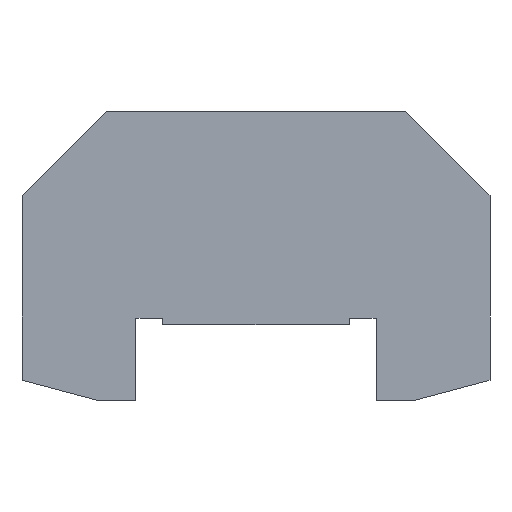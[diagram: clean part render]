
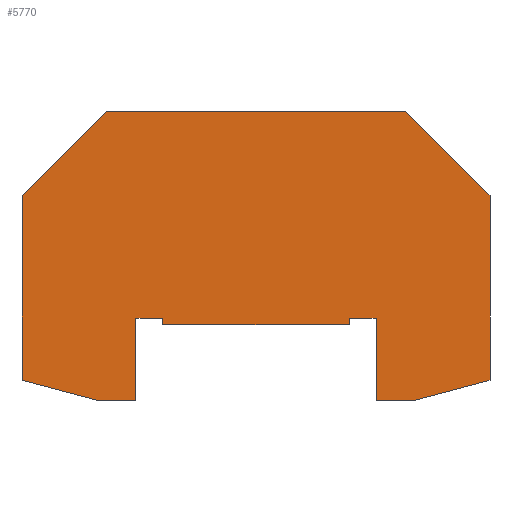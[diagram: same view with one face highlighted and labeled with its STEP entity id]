
A CAD part, left-side view. The second image highlights one B-rep face of the part: STEP entity #5770.
In plain terms, the highlighted face is planar.
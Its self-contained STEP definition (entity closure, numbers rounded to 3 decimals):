
#100=CARTESIAN_POINT('',(-101.133,26.182,0.));
#110=VERTEX_POINT('',#100);
#160=CARTESIAN_POINT('',(-101.133,0.,0.));
#170=DIRECTION('',(0.,-1.,0.));
#180=VECTOR('',#170,1.);
#190=LINE('',#160,#180);
#200=CARTESIAN_POINT('',(-101.133,25.382,0.));
#210=VERTEX_POINT('',#200);
#220=EDGE_CURVE('',#110,#210,#190,.T.);
#1870=CARTESIAN_POINT('',(-104.383,0.,0.));
#1880=DIRECTION('',(0.,-1.,0.));
#1890=VECTOR('',#1880,1.);
#1900=LINE('',#1870,#1890);
#1910=CARTESIAN_POINT('',(-104.383,26.182,0.));
#1920=VERTEX_POINT('',#1910);
#1930=CARTESIAN_POINT('',(-104.383,16.182,0.));
#1940=VERTEX_POINT('',#1930);
#1950=EDGE_CURVE('',#1920,#1940,#1900,.T.);
#2250=CARTESIAN_POINT('',(0.,25.382,0.));
#2260=DIRECTION('',(1.,0.,0.));
#2270=VECTOR('',#2260,1.);
#2280=LINE('',#2250,#2270);
#2290=CARTESIAN_POINT('',(-78.633,25.382,0.));
#2300=VERTEX_POINT('',#2290);
#2310=EDGE_CURVE('',#210,#2300,#2280,.T.);
#2620=CARTESIAN_POINT('',(-108.802,16.182,0.));
#2630=VERTEX_POINT('',#2620);
#2660=CARTESIAN_POINT('',(0.,16.182,0.));
#2670=DIRECTION('',(1.,0.,0.));
#2680=VECTOR('',#2670,1.);
#2690=LINE('',#2660,#2680);
#2700=EDGE_CURVE('',#2630,#1940,#2690,.T.);
#2930=CARTESIAN_POINT('',(-118.133,18.682,0.));
#2940=VERTEX_POINT('',#2930);
#2970=CARTESIAN_POINT('',(-118.133,18.682,0.));
#2980=DIRECTION('',(0.966,-0.259,0.));
#2990=VECTOR('',#2980,1.);
#3000=LINE('',#2970,#2990);
#3010=EDGE_CURVE('',#2940,#2630,#3000,.T.);
#3240=CARTESIAN_POINT('',(-118.133,40.982,0.));
#3250=VERTEX_POINT('',#3240);
#3280=CARTESIAN_POINT('',(-118.133,18.682,0.));
#3290=DIRECTION('',(0.,1.,0.));
#3300=VECTOR('',#3290,1.);
#3310=LINE('',#3280,#3300);
#3320=EDGE_CURVE('',#2940,#3250,#3310,.T.);
#3550=CARTESIAN_POINT('',(-107.933,51.182,0.));
#3560=VERTEX_POINT('',#3550);
#3590=CARTESIAN_POINT('',(-118.133,40.982,0.));
#3600=DIRECTION('',(0.707,0.707,0.));
#3610=VECTOR('',#3600,1.);
#3620=LINE('',#3590,#3610);
#3630=EDGE_CURVE('',#3250,#3560,#3620,.T.);
#3860=CARTESIAN_POINT('',(-71.833,51.182,0.));
#3870=VERTEX_POINT('',#3860);
#3900=CARTESIAN_POINT('',(-107.933,51.182,0.));
#3910=DIRECTION('',(1.,0.,0.));
#3920=VECTOR('',#3910,1.);
#3930=LINE('',#3900,#3920);
#3940=EDGE_CURVE('',#3560,#3870,#3930,.T.);
#4170=CARTESIAN_POINT('',(-61.633,40.982,0.));
#4180=VERTEX_POINT('',#4170);
#4210=CARTESIAN_POINT('',(-71.833,51.182,0.));
#4220=DIRECTION('',(0.707,-0.707,0.));
#4230=VECTOR('',#4220,1.);
#4240=LINE('',#4210,#4230);
#4250=EDGE_CURVE('',#3870,#4180,#4240,.T.);
#4480=CARTESIAN_POINT('',(-61.633,18.682,0.));
#4490=VERTEX_POINT('',#4480);
#4520=CARTESIAN_POINT('',(-61.633,40.982,0.));
#4530=DIRECTION('',(0.,-1.,0.));
#4540=VECTOR('',#4530,1.);
#4550=LINE('',#4520,#4540);
#4560=EDGE_CURVE('',#4180,#4490,#4550,.T.);
#4790=CARTESIAN_POINT('',(-70.963,16.182,0.));
#4800=VERTEX_POINT('',#4790);
#4830=CARTESIAN_POINT('',(-61.633,18.682,0.));
#4840=DIRECTION('',(-0.966,-0.259,0.));
#4850=VECTOR('',#4840,1.);
#4860=LINE('',#4830,#4850);
#4870=EDGE_CURVE('',#4490,#4800,#4860,.T.);
#5040=CARTESIAN_POINT('',(0.,16.182,0.));
#5050=DIRECTION('',(-1.,0.,0.));
#5060=VECTOR('',#5050,1.);
#5070=LINE('',#5040,#5060);
#5080=CARTESIAN_POINT('',(-75.383,16.182,0.));
#5090=VERTEX_POINT('',#5080);
#5100=EDGE_CURVE('',#4800,#5090,#5070,.T.);
#5300=CARTESIAN_POINT('',(0.,0.,0.));
#5310=DIRECTION('',(0.,0.,1.));
#5320=DIRECTION('',(1.,0.,0.));
#5330=AXIS2_PLACEMENT_3D('',#5300,#5310,#5320);
#5340=PLANE('',#5330);
#5350=ORIENTED_EDGE('',*,*,#2700,.T.);
#5360=ORIENTED_EDGE('',*,*,#3010,.T.);
#5370=ORIENTED_EDGE('',*,*,#3320,.F.);
#5380=ORIENTED_EDGE('',*,*,#3630,.F.);
#5390=ORIENTED_EDGE('',*,*,#3940,.F.);
#5400=ORIENTED_EDGE('',*,*,#4250,.F.);
#5410=ORIENTED_EDGE('',*,*,#4560,.F.);
#5420=ORIENTED_EDGE('',*,*,#4870,.F.);
#5430=ORIENTED_EDGE('',*,*,#5100,.F.);
#5440=CARTESIAN_POINT('',(-75.383,0.,0.));
#5450=DIRECTION('',(0.,1.,0.));
#5460=VECTOR('',#5450,1.);
#5470=LINE('',#5440,#5460);
#5480=CARTESIAN_POINT('',(-75.383,26.182,0.));
#5490=VERTEX_POINT('',#5480);
#5500=EDGE_CURVE('',#5090,#5490,#5470,.T.);
#5510=ORIENTED_EDGE('',*,*,#5500,.F.);
#5520=CARTESIAN_POINT('',(-75.383,26.182,0.));
#5530=DIRECTION('',(-1.,0.,0.));
#5540=VECTOR('',#5530,1.);
#5550=LINE('',#5520,#5540);
#5560=CARTESIAN_POINT('',(-78.633,26.182,0.));
#5570=VERTEX_POINT('',#5560);
#5580=EDGE_CURVE('',#5490,#5570,#5550,.T.);
#5590=ORIENTED_EDGE('',*,*,#5580,.F.);
#5600=CARTESIAN_POINT('',(-78.633,0.,0.));
#5610=DIRECTION('',(0.,1.,0.));
#5620=VECTOR('',#5610,1.);
#5630=LINE('',#5600,#5620);
#5640=EDGE_CURVE('',#2300,#5570,#5630,.T.);
#5650=ORIENTED_EDGE('',*,*,#5640,.T.);
#5660=ORIENTED_EDGE('',*,*,#2310,.T.);
#5670=ORIENTED_EDGE('',*,*,#220,.T.);
#5680=CARTESIAN_POINT('',(-101.133,26.182,0.));
#5690=DIRECTION('',(-1.,0.,0.));
#5700=VECTOR('',#5690,1.);
#5710=LINE('',#5680,#5700);
#5720=EDGE_CURVE('',#110,#1920,#5710,.T.);
#5730=ORIENTED_EDGE('',*,*,#5720,.F.);
#5740=ORIENTED_EDGE('',*,*,#1950,.F.);
#5750=EDGE_LOOP('',(#5740,#5730,#5670,#5660,#5650,#5590,#5510,#5430,
#5420,#5410,#5400,#5390,#5380,#5370,#5360,#5350));
#5760=FACE_OUTER_BOUND('',#5750,.T.);
#5770=ADVANCED_FACE('',(#5760),#5340,.T.);
